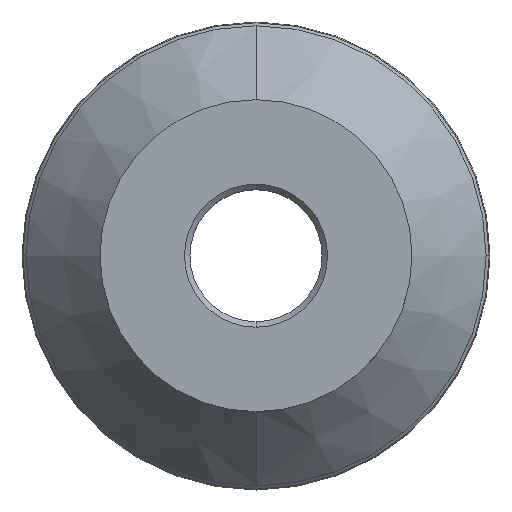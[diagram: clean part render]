
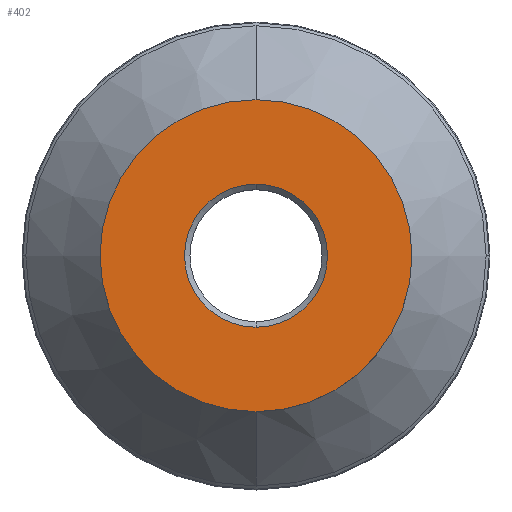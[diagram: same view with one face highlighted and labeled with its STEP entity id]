
A CAD part, top view. The second image highlights one B-rep face of the part: STEP entity #402.
In plain terms, the highlighted planar face has unit normal (0, 0, 1).
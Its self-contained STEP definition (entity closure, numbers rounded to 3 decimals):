
#308=VERTEX_POINT('',#848);
#402=ADVANCED_FACE('',(#951,#952),#953,.T.);
#494=VERTEX_POINT('',#1051);
#496=EDGE_CURVE('',#494,#578,#1053,.T.);
#556=EDGE_CURVE('',#578,#494,#1120,.T.);
#576=EDGE_CURVE('',#308,#662,#1142,.T.);
#578=VERTEX_POINT('',#1144);
#606=EDGE_CURVE('',#662,#308,#1178,.T.);
#662=VERTEX_POINT('',#1241);
#848=CARTESIAN_POINT('',(0.0,45.0,0.0));
#951=FACE_BOUND('',#1564,.T.);
#952=FACE_OUTER_BOUND('',#1565,.T.);
#953=PLANE('',#1566);
#1051=CARTESIAN_POINT('',(0.,-20.638,0.0));
#1053=CIRCLE('',#1694,20.638);
#1120=CIRCLE('',#1787,20.638);
#1142=CIRCLE('',#1814,45.0);
#1144=CARTESIAN_POINT('',(0.0,20.638,0.0));
#1178=CIRCLE('',#1855,45.0);
#1241=CARTESIAN_POINT('',(0.,-45.0,0.0));
#1564=EDGE_LOOP('',(#2313,#2314));
#1565=EDGE_LOOP('',(#2315,#2316));
#1566=AXIS2_PLACEMENT_3D('',#2317,#2318,#2319);
#1694=AXIS2_PLACEMENT_3D('',#2423,#2424,#2425);
#1787=AXIS2_PLACEMENT_3D('',#2520,#2521,#2522);
#1814=AXIS2_PLACEMENT_3D('',#2559,#2560,#2561);
#1855=AXIS2_PLACEMENT_3D('',#2632,#2633,#2634);
#2313=ORIENTED_EDGE('',*,*,#556,.T.);
#2314=ORIENTED_EDGE('',*,*,#496,.T.);
#2315=ORIENTED_EDGE('',*,*,#576,.F.);
#2316=ORIENTED_EDGE('',*,*,#606,.F.);
#2317=CARTESIAN_POINT('',(0.0,22.5,0.0));
#2318=DIRECTION('',(-0.0,0.0,1.0));
#2319=DIRECTION('',(0.0,-1.0,0.0));
#2423=CARTESIAN_POINT('',(0.0,0.0,0.0));
#2424=DIRECTION('',(-0.0,0.0,-1.0));
#2425=DIRECTION('',(0.0,1.0,0.0));
#2520=CARTESIAN_POINT('',(0.0,0.0,0.0));
#2521=DIRECTION('',(-0.0,0.0,-1.0));
#2522=DIRECTION('',(0.0,1.0,0.0));
#2559=CARTESIAN_POINT('',(0.0,0.0,0.0));
#2560=DIRECTION('',(0.0,0.0,-1.0));
#2561=DIRECTION('',(0.0,1.0,0.0));
#2632=CARTESIAN_POINT('',(0.0,0.0,0.0));
#2633=DIRECTION('',(0.0,0.0,-1.0));
#2634=DIRECTION('',(0.0,1.0,0.0));
